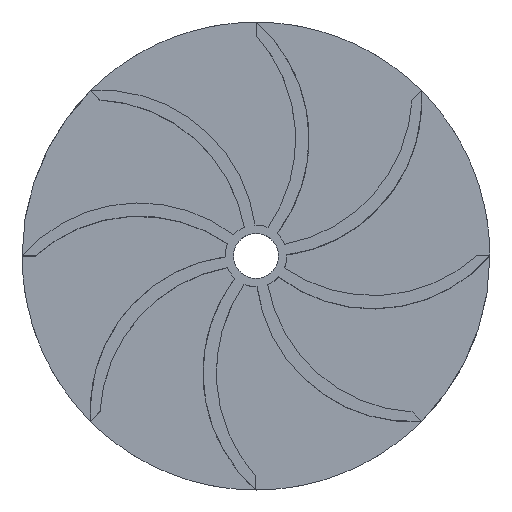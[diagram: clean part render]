
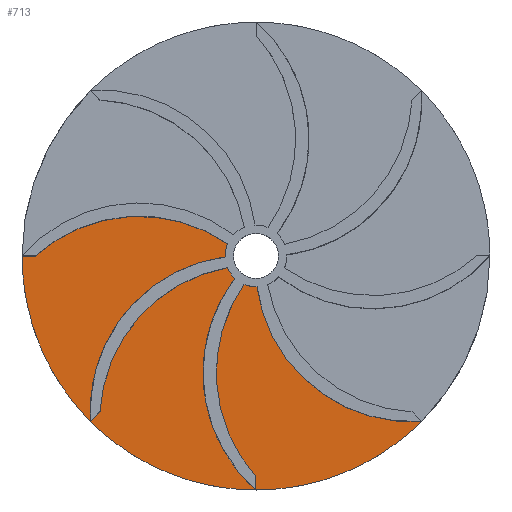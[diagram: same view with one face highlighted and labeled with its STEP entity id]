
A CAD part, top view. The second image highlights one B-rep face of the part: STEP entity #713.
In plain terms, the highlighted planar face has unit normal (0, 0, 1).
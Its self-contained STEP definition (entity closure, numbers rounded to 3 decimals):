
#28=PLANE('',#822);
#68=FACE_OUTER_BOUND('',#110,.T.);
#110=EDGE_LOOP('',(#619,#620,#621,#622,#623,#624,#625,#626,#627,#628,#629,
#630,#631));
#117=LINE('',#1091,#167);
#123=LINE('',#1115,#173);
#139=LINE('',#1175,#189);
#167=VECTOR('',#851,10.);
#173=VECTOR('',#877,10.);
#189=VECTOR('',#941,10.);
#213=CIRCLE('',#731,17.59);
#215=CIRCLE('',#734,3.5);
#217=CIRCLE('',#737,17.63);
#219=CIRCLE('',#741,17.59);
#221=CIRCLE('',#744,3.5);
#223=CIRCLE('',#747,17.63);
#225=CIRCLE('',#751,17.59);
#227=CIRCLE('',#754,3.5);
#229=CIRCLE('',#757,17.63);
#267=CIRCLE('',#821,26.5);
#268=VERTEX_POINT('',#1069);
#269=VERTEX_POINT('',#1070);
#272=VERTEX_POINT('',#1078);
#274=VERTEX_POINT('',#1084);
#276=VERTEX_POINT('',#1090);
#278=VERTEX_POINT('',#1096);
#280=VERTEX_POINT('',#1102);
#282=VERTEX_POINT('',#1108);
#284=VERTEX_POINT('',#1114);
#286=VERTEX_POINT('',#1120);
#288=VERTEX_POINT('',#1126);
#290=VERTEX_POINT('',#1132);
#304=VERTEX_POINT('',#1174);
#335=EDGE_CURVE('',#268,#269,#213,.T.);
#339=EDGE_CURVE('',#272,#268,#215,.T.);
#342=EDGE_CURVE('',#274,#272,#217,.T.);
#345=EDGE_CURVE('',#276,#274,#117,.T.);
#348=EDGE_CURVE('',#278,#276,#219,.T.);
#351=EDGE_CURVE('',#280,#278,#221,.T.);
#354=EDGE_CURVE('',#282,#280,#223,.T.);
#357=EDGE_CURVE('',#284,#282,#123,.T.);
#360=EDGE_CURVE('',#286,#284,#225,.T.);
#363=EDGE_CURVE('',#288,#286,#227,.T.);
#366=EDGE_CURVE('',#290,#288,#229,.T.);
#387=EDGE_CURVE('',#269,#304,#139,.T.);
#439=EDGE_CURVE('',#304,#290,#267,.T.);
#619=ORIENTED_EDGE('',*,*,#387,.T.);
#620=ORIENTED_EDGE('',*,*,#439,.T.);
#621=ORIENTED_EDGE('',*,*,#366,.T.);
#622=ORIENTED_EDGE('',*,*,#363,.T.);
#623=ORIENTED_EDGE('',*,*,#360,.T.);
#624=ORIENTED_EDGE('',*,*,#357,.T.);
#625=ORIENTED_EDGE('',*,*,#354,.T.);
#626=ORIENTED_EDGE('',*,*,#351,.T.);
#627=ORIENTED_EDGE('',*,*,#348,.T.);
#628=ORIENTED_EDGE('',*,*,#345,.T.);
#629=ORIENTED_EDGE('',*,*,#342,.T.);
#630=ORIENTED_EDGE('',*,*,#339,.T.);
#631=ORIENTED_EDGE('',*,*,#335,.T.);
#713=ADVANCED_FACE('',(#68),#28,.T.);
#731=AXIS2_PLACEMENT_3D('',#1071,#829,#830);
#734=AXIS2_PLACEMENT_3D('',#1079,#837,#838);
#737=AXIS2_PLACEMENT_3D('',#1085,#844,#845);
#741=AXIS2_PLACEMENT_3D('',#1097,#856,#857);
#744=AXIS2_PLACEMENT_3D('',#1103,#863,#864);
#747=AXIS2_PLACEMENT_3D('',#1109,#870,#871);
#751=AXIS2_PLACEMENT_3D('',#1121,#882,#883);
#754=AXIS2_PLACEMENT_3D('',#1127,#889,#890);
#757=AXIS2_PLACEMENT_3D('',#1133,#896,#897);
#821=AXIS2_PLACEMENT_3D('',#1276,#1059,#1060);
#822=AXIS2_PLACEMENT_3D('',#1277,#1061,#1062);
#829=DIRECTION('center_axis',(0.,0.,1.));
#830=DIRECTION('ref_axis',(-0.668,0.744,0.));
#837=DIRECTION('center_axis',(0.,0.,-1.));
#838=DIRECTION('ref_axis',(-1.,0.,0.));
#844=DIRECTION('center_axis',(0.,0.,
-1.));
#845=DIRECTION('ref_axis',(-0.998,-0.065,0.));
#851=DIRECTION('',(-0.707,-0.707,0.));
#856=DIRECTION('center_axis',(0.,0.,
1.));
#857=DIRECTION('ref_axis',(-0.999,0.054,0.));
#863=DIRECTION('center_axis',(0.,0.,-1.));
#864=DIRECTION('ref_axis',(-1.,0.,0.));
#870=DIRECTION('center_axis',(0.,0.,-1.));
#871=DIRECTION('ref_axis',(-0.66,-0.752,0.));
#877=DIRECTION('',(0.,-1.,0.));
#882=DIRECTION('center_axis',(0.,0.,
1.));
#883=DIRECTION('ref_axis',(-0.744,-0.668,0.));
#889=DIRECTION('center_axis',(0.,0.,-1.));
#890=DIRECTION('ref_axis',(-1.,0.,0.));
#896=DIRECTION('center_axis',(0.,0.,
-1.));
#897=DIRECTION('ref_axis',(0.065,-0.998,0.));
#941=DIRECTION('',(-1.,0.,0.));
#1059=DIRECTION('center_axis',(0.,0.,1.));
#1060=DIRECTION('ref_axis',(-1.,0.,0.));
#1061=DIRECTION('center_axis',(0.,0.,
1.));
#1062=DIRECTION('ref_axis',(1.,0.,0.));
#1069=CARTESIAN_POINT('',(-3.224,1.363,1.5));
#1070=CARTESIAN_POINT('',(-25.,0.,1.5));
#1071=CARTESIAN_POINT('Origin',(-13.25,-13.09,1.5));
#1078=CARTESIAN_POINT('',(-3.498,-0.12,1.5));
#1079=CARTESIAN_POINT('Origin',(0.,0.,1.5));
#1084=CARTESIAN_POINT('',(-18.739,-18.738,1.5));
#1085=CARTESIAN_POINT('Origin',(-1.146,-17.593,1.5));
#1090=CARTESIAN_POINT('',(-17.678,-17.677,1.5));
#1091=CARTESIAN_POINT('',(0.,0.,1.5));
#1096=CARTESIAN_POINT('',(-3.244,-1.316,1.5));
#1097=CARTESIAN_POINT('Origin',(-0.113,-18.625,1.5));
#1102=CARTESIAN_POINT('',(-2.389,-2.558,1.5));
#1103=CARTESIAN_POINT('Origin',(0.,0.,1.5));
#1108=CARTESIAN_POINT('',(-0.001,-26.5,1.5));
#1109=CARTESIAN_POINT('Origin',(11.63,-13.25,1.5));
#1114=CARTESIAN_POINT('',(-0.001,-25.,1.5));
#1115=CARTESIAN_POINT('',(-0.001,0.,1.5));
#1120=CARTESIAN_POINT('',(-1.364,-3.224,1.5));
#1121=CARTESIAN_POINT('Origin',(13.09,-13.25,1.5));
#1126=CARTESIAN_POINT('',(0.12,-3.498,1.5));
#1127=CARTESIAN_POINT('Origin',(0.,0.,1.5));
#1132=CARTESIAN_POINT('',(18.738,-18.738,1.5));
#1133=CARTESIAN_POINT('Origin',(17.593,-1.145,1.5));
#1174=CARTESIAN_POINT('',(-26.5,0.,1.5));
#1175=CARTESIAN_POINT('',(0.,0.,1.5));
#1276=CARTESIAN_POINT('Origin',(0.,0.,1.5));
#1277=CARTESIAN_POINT('Origin',(-3.881,-11.,1.5));
